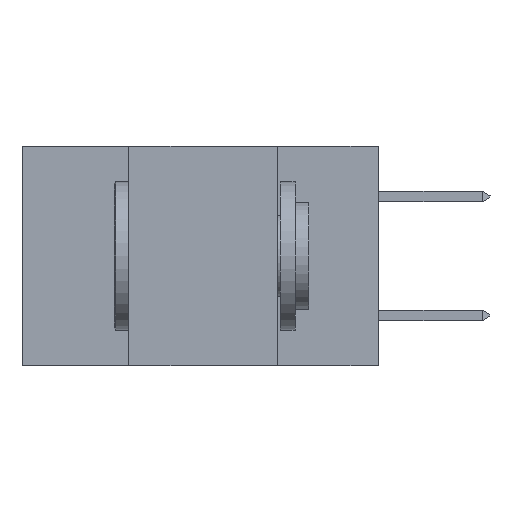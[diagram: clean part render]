
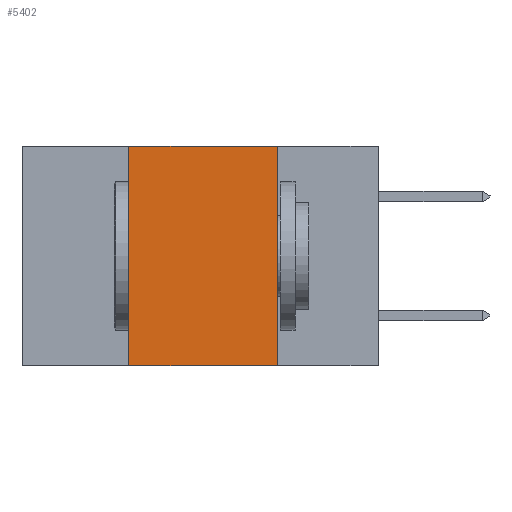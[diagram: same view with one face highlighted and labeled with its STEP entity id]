
A CAD part, left-side view. The second image highlights one B-rep face of the part: STEP entity #5402.
In plain terms, the highlighted planar face has unit normal (-1, 0, 0).
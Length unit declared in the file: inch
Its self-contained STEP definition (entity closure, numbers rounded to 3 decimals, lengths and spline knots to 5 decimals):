
#617 = LINE ( 'NONE', #9761, #873 ) ;
#629 = PLANE ( 'NONE',  #2787 ) ;
#873 = VECTOR ( 'NONE', #9054, 39.37008 ) ;
#1158 = DIRECTION ( 'NONE',  ( 0., 0., 1. ) ) ;
#1806 = LINE ( 'NONE', #6571, #3911 ) ;
#2221 = FACE_OUTER_BOUND ( 'NONE', #6490, .T. ) ;
#2526 = EDGE_CURVE ( 'NONE', #6873, #6386, #8830, .T. ) ;
#2735 = VERTEX_POINT ( 'NONE', #6735 ) ;
#2787 = AXIS2_PLACEMENT_3D ( 'NONE', #5275, #2861, #6036 ) ;
#2861 = DIRECTION ( 'NONE',  ( 1., 0., 0. ) ) ;
#2998 = ORIENTED_EDGE ( 'NONE', *, *, #5734, .F. ) ;
#3394 = EDGE_CURVE ( 'NONE', #6873, #2735, #1806, .T. ) ;
#3911 = VECTOR ( 'NONE', #1158, 39.37008 ) ;
#4129 = DIRECTION ( 'NONE',  ( 0., -1., 0. ) ) ;
#4188 = CARTESIAN_POINT ( 'NONE',  ( 0., 0.6, -0.37 ) ) ;
#4641 = CARTESIAN_POINT ( 'NONE',  ( 0., 0.17, -0.37 ) ) ;
#4867 = CARTESIAN_POINT ( 'NONE',  ( 0., 0.6, 0. ) ) ;
#4936 = VECTOR ( 'NONE', #5796, 39.37008 ) ;
#5275 = CARTESIAN_POINT ( 'NONE',  ( 0., 0.6, 0. ) ) ;
#5402 = ADVANCED_FACE ( 'NONE', ( #2221 ), #629, .F. ) ;
#5442 = ORIENTED_EDGE ( 'NONE', *, *, #7933, .F. ) ;
#5734 = EDGE_CURVE ( 'NONE', #2735, #6303, #8865, .T. ) ;
#5796 = DIRECTION ( 'NONE',  ( 0., -1., 0. ) ) ;
#6036 = DIRECTION ( 'NONE',  ( 0., 0., -1. ) ) ;
#6064 = CARTESIAN_POINT ( 'NONE',  ( 0., 0.17, 0. ) ) ;
#6303 = VERTEX_POINT ( 'NONE', #6064 ) ;
#6386 = VERTEX_POINT ( 'NONE', #4641 ) ;
#6490 = EDGE_LOOP ( 'NONE', ( #5442, #2998, #9753, #9220 ) ) ;
#6571 = CARTESIAN_POINT ( 'NONE',  ( 0., 0.42, -0.37 ) ) ;
#6735 = CARTESIAN_POINT ( 'NONE',  ( 0., 0.42, 0. ) ) ;
#6873 = VERTEX_POINT ( 'NONE', #7838 ) ;
#7818 = VECTOR ( 'NONE', #4129, 39.37008 ) ;
#7838 = CARTESIAN_POINT ( 'NONE',  ( 0., 0.42, -0.37 ) ) ;
#7933 = EDGE_CURVE ( 'NONE', #6303, #6386, #617, .T. ) ;
#8830 = LINE ( 'NONE', #4188, #4936 ) ;
#8865 = LINE ( 'NONE', #4867, #7818 ) ;
#9054 = DIRECTION ( 'NONE',  ( 0., 0., -1. ) ) ;
#9220 = ORIENTED_EDGE ( 'NONE', *, *, #2526, .T. ) ;
#9753 = ORIENTED_EDGE ( 'NONE', *, *, #3394, .F. ) ;
#9761 = CARTESIAN_POINT ( 'NONE',  ( 0., 0.17, -0.37 ) ) ;
